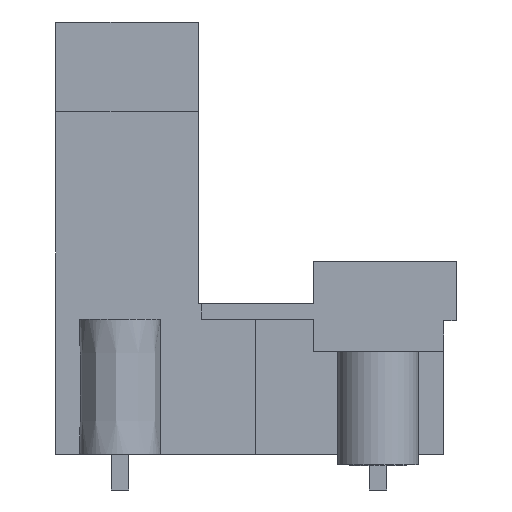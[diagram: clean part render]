
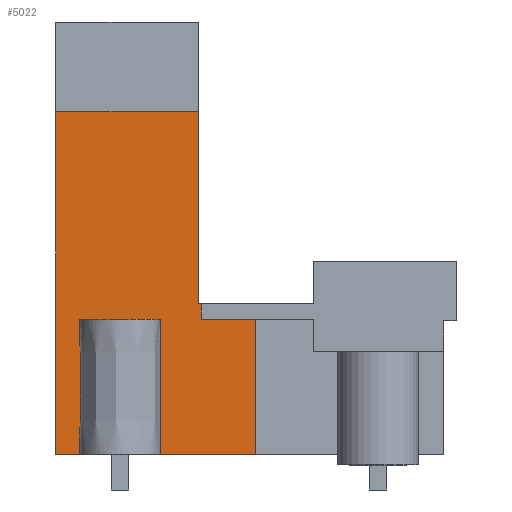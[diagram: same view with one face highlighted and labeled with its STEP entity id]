
A CAD part, left-side view. The second image highlights one B-rep face of the part: STEP entity #5022.
In plain terms, the highlighted planar face has unit normal (-1, 0, 0).
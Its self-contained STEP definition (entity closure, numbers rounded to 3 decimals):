
#4970=AXIS2_PLACEMENT_3D('Plane Axis2P3D',#4967,#4968,#4969) ;
#1488=CARTESIAN_POINT('Vertex',(3.84,11.84,2.1)) ;
#1491=CARTESIAN_POINT('Line Origine',(3.84,14.846,2.1)) ;
#1495=CARTESIAN_POINT('Vertex',(3.84,17.853,2.1)) ;
#1539=CARTESIAN_POINT('Vertex',(3.84,21.887,2.1)) ;
#1542=CARTESIAN_POINT('Line Origine',(3.84,22.779,2.1)) ;
#1546=CARTESIAN_POINT('Vertex',(3.84,23.67,2.1)) ;
#3379=CARTESIAN_POINT('Line Origine',(3.84,15.04,10.55)) ;
#3383=CARTESIAN_POINT('Vertex',(3.84,15.04,11.)) ;
#3385=CARTESIAN_POINT('Vertex',(3.84,15.04,10.1)) ;
#3417=CARTESIAN_POINT('Line Origine',(3.84,13.44,10.1)) ;
#3421=CARTESIAN_POINT('Vertex',(3.84,11.84,10.1)) ;
#3567=CARTESIAN_POINT('Vertex',(3.84,15.24,11.)) ;
#3570=CARTESIAN_POINT('Line Origine',(3.84,15.14,11.)) ;
#4741=CARTESIAN_POINT('Line Origine',(3.84,23.67,12.23)) ;
#4745=CARTESIAN_POINT('Vertex',(3.84,23.67,22.36)) ;
#4967=CARTESIAN_POINT('Axis2P3D Location',(3.84,23.67,1.5)) ;
#4972=CARTESIAN_POINT('Line Origine',(3.84,19.455,22.36)) ;
#4976=CARTESIAN_POINT('Vertex',(3.84,15.24,22.36)) ;
#4979=CARTESIAN_POINT('Line Origine',(3.84,21.887,6.1)) ;
#4983=CARTESIAN_POINT('Vertex',(3.84,21.887,10.1)) ;
#4986=CARTESIAN_POINT('Line Origine',(3.84,19.87,10.1)) ;
#4990=CARTESIAN_POINT('Vertex',(3.84,17.853,10.1)) ;
#4993=CARTESIAN_POINT('Line Origine',(3.84,17.853,6.1)) ;
#4998=CARTESIAN_POINT('Line Origine',(3.84,11.84,6.1)) ;
#5003=CARTESIAN_POINT('Line Origine',(3.84,15.24,16.68)) ;
#1492=DIRECTION('Vector Direction',(0.,-1.,0.)) ;
#1543=DIRECTION('Vector Direction',(0.,-1.,0.)) ;
#3380=DIRECTION('Vector Direction',(0.,0.,-1.)) ;
#3418=DIRECTION('Vector Direction',(0.,1.,0.)) ;
#3571=DIRECTION('Vector Direction',(0.,1.,0.)) ;
#4742=DIRECTION('Vector Direction',(0.,0.,1.)) ;
#4968=DIRECTION('Axis2P3D Direction',(-1.,0.,0.)) ;
#4969=DIRECTION('Axis2P3D XDirection',(0.,-1.,0.)) ;
#4973=DIRECTION('Vector Direction',(0.,-1.,0.)) ;
#4980=DIRECTION('Vector Direction',(0.,0.,1.)) ;
#4987=DIRECTION('Vector Direction',(0.,1.,0.)) ;
#4994=DIRECTION('Vector Direction',(0.,0.,1.)) ;
#4999=DIRECTION('Vector Direction',(0.,0.,1.)) ;
#5004=DIRECTION('Vector Direction',(0.,0.,-1.)) ;
#1493=VECTOR('Line Direction',#1492,1.) ;
#1544=VECTOR('Line Direction',#1543,1.) ;
#3381=VECTOR('Line Direction',#3380,1.) ;
#3419=VECTOR('Line Direction',#3418,1.) ;
#3572=VECTOR('Line Direction',#3571,1.) ;
#4743=VECTOR('Line Direction',#4742,1.) ;
#4974=VECTOR('Line Direction',#4973,1.) ;
#4981=VECTOR('Line Direction',#4980,1.) ;
#4988=VECTOR('Line Direction',#4987,1.) ;
#4995=VECTOR('Line Direction',#4994,1.) ;
#5000=VECTOR('Line Direction',#4999,1.) ;
#5005=VECTOR('Line Direction',#5004,1.) ;
#5009=ORIENTED_EDGE('',*,*,#4978,.T.) ;
#5010=ORIENTED_EDGE('',*,*,#4747,.T.) ;
#5011=ORIENTED_EDGE('',*,*,#1548,.T.) ;
#5012=ORIENTED_EDGE('',*,*,#4985,.T.) ;
#5013=ORIENTED_EDGE('',*,*,#4992,.F.) ;
#5014=ORIENTED_EDGE('',*,*,#4997,.F.) ;
#5015=ORIENTED_EDGE('',*,*,#1497,.T.) ;
#5016=ORIENTED_EDGE('',*,*,#5002,.T.) ;
#5017=ORIENTED_EDGE('',*,*,#3423,.T.) ;
#5018=ORIENTED_EDGE('',*,*,#3387,.F.) ;
#5019=ORIENTED_EDGE('',*,*,#3574,.F.) ;
#5020=ORIENTED_EDGE('',*,*,#5007,.F.) ;
#5022=ADVANCED_FACE('HOUSING',(#5021),#4971,.T.) ;
#1497=EDGE_CURVE('',#1496,#1489,#1494,.T.) ;
#1548=EDGE_CURVE('',#1547,#1540,#1545,.T.) ;
#3387=EDGE_CURVE('',#3384,#3386,#3382,.T.) ;
#3423=EDGE_CURVE('',#3422,#3386,#3420,.T.) ;
#3574=EDGE_CURVE('',#3568,#3384,#3573,.F.) ;
#4747=EDGE_CURVE('',#4746,#1547,#4744,.F.) ;
#4978=EDGE_CURVE('',#4977,#4746,#4975,.F.) ;
#4985=EDGE_CURVE('',#1540,#4984,#4982,.T.) ;
#4992=EDGE_CURVE('',#4991,#4984,#4989,.T.) ;
#4997=EDGE_CURVE('',#1496,#4991,#4996,.T.) ;
#5002=EDGE_CURVE('',#1489,#3422,#5001,.T.) ;
#5007=EDGE_CURVE('',#4977,#3568,#5006,.T.) ;
#5008=EDGE_LOOP('',(#5009,#5010,#5011,#5012,#5013,#5014,#5015,#5016,#5017,#5018,#5019,#5020)) ;
#5021=FACE_OUTER_BOUND('',#5008,.T.) ;
#1494=LINE('Line',#1491,#1493) ;
#1545=LINE('Line',#1542,#1544) ;
#3382=LINE('Line',#3379,#3381) ;
#3420=LINE('Line',#3417,#3419) ;
#3573=LINE('Line',#3570,#3572) ;
#4744=LINE('Line',#4741,#4743) ;
#4975=LINE('Line',#4972,#4974) ;
#4982=LINE('Line',#4979,#4981) ;
#4989=LINE('Line',#4986,#4988) ;
#4996=LINE('Line',#4993,#4995) ;
#5001=LINE('Line',#4998,#5000) ;
#5006=LINE('Line',#5003,#5005) ;
#4971=PLANE('',#4970) ;
#1489=VERTEX_POINT('',#1488) ;
#1496=VERTEX_POINT('',#1495) ;
#1540=VERTEX_POINT('',#1539) ;
#1547=VERTEX_POINT('',#1546) ;
#3384=VERTEX_POINT('',#3383) ;
#3386=VERTEX_POINT('',#3385) ;
#3422=VERTEX_POINT('',#3421) ;
#3568=VERTEX_POINT('',#3567) ;
#4746=VERTEX_POINT('',#4745) ;
#4977=VERTEX_POINT('',#4976) ;
#4984=VERTEX_POINT('',#4983) ;
#4991=VERTEX_POINT('',#4990) ;
